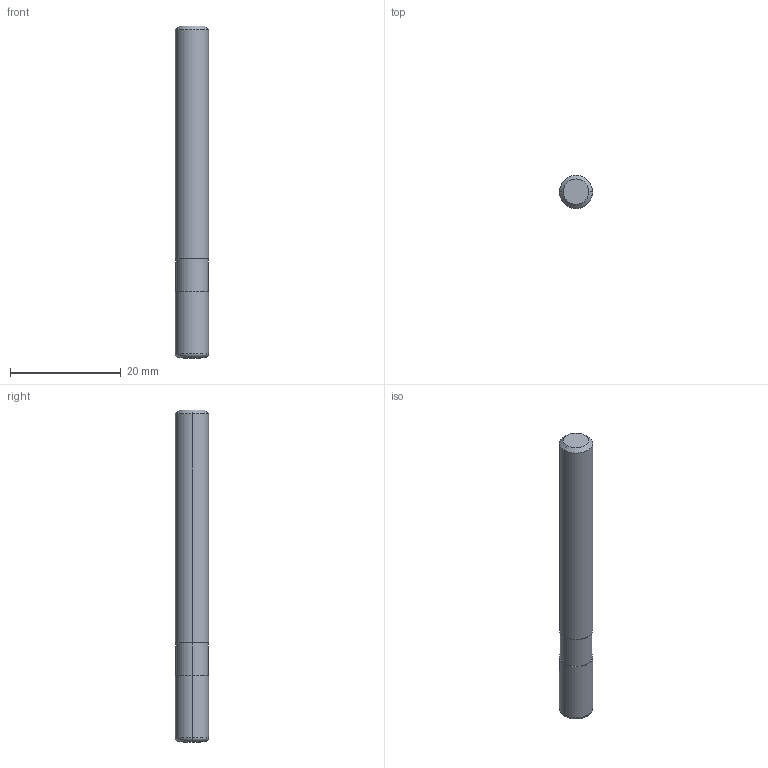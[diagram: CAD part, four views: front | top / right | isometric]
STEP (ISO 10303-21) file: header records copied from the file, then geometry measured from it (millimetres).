
FILE_DESCRIPTION (( 'STEP AP214' ), '1' );
FILE_NAME ('3188206_osg.STEP', '2024-12-24T00:40:49', ( '' ), ( '' ), 'SwSTEP 2.0', 'SolidWorks 2021', '' );
FILE_SCHEMA (( 'AUTOMOTIVE_DESIGN' ));
Length unit declared in the file: millimetre
Products named in the file (1): 3188206_osg
Bounding box: 6 x 6 x 60 mm (x, y, z)
Volume: 1677.8 mm3; surface area: 1223.7 mm2
Topology: 2 solids, 2 shells, 18 faces, 32 edges, 18 vertices
Faces by surface type: cylinder 6, torus 6, plane 4, cone 2
Entity records: 681 total; most frequent: DIRECTION 94, CARTESIAN_POINT 69, ORIENTED_EDGE 64, AXIS2_PLACEMENT_3D 43, EDGE_CURVE 32, CIRCLE 24, UNCERTAINTY_MEASURE_WITH_UNIT 22, PRESENTATION_STYLE_ASSIGNMENT 21
